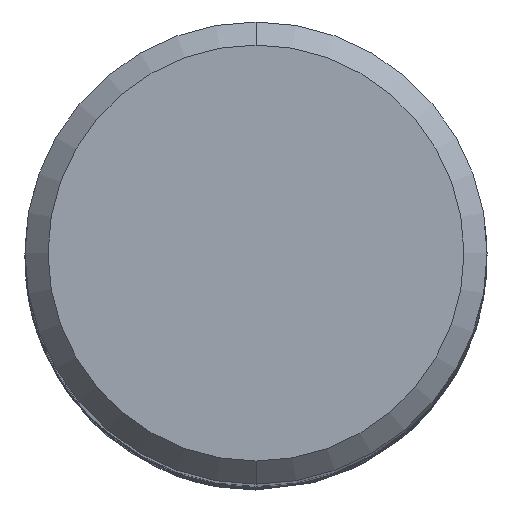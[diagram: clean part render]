
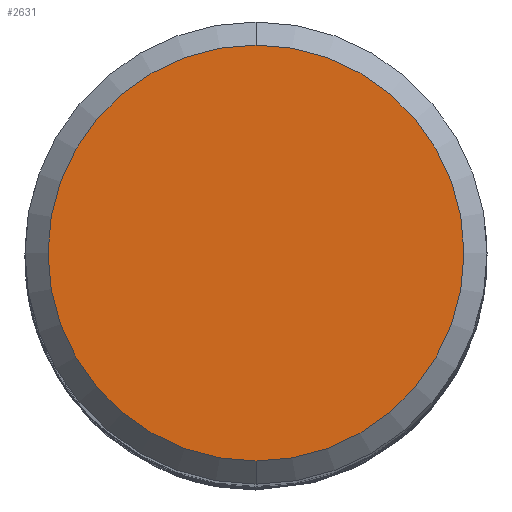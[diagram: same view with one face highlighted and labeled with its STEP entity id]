
A CAD part, top view. The second image highlights one B-rep face of the part: STEP entity #2631.
In plain terms, the highlighted planar face has unit normal (0, 0, 1).
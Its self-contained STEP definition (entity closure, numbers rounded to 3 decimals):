
#1945=VERTEX_POINT('',#4121);
#2151=VERTEX_POINT('',#4350);
#2195=EDGE_CURVE('',#1945,#2151,#4397,.T.);
#2631=ADVANCED_FACE('',(#4865),#4866,.T.);
#2903=EDGE_CURVE('',#2151,#1945,#5164,.T.);
#4121=CARTESIAN_POINT('',(0.,-9.0,0.0));
#4350=CARTESIAN_POINT('',(0.0,9.0,0.0));
#4397=CIRCLE('',#25066,9.0);
#4865=FACE_OUTER_BOUND('',#30230,.T.);
#4866=PLANE('',#30231);
#5164=CIRCLE('',#34440,9.0);
#25066=AXIS2_PLACEMENT_3D('',#38126,#38127,#38128);
#30230=EDGE_LOOP('',(#38615,#38616));
#30231=AXIS2_PLACEMENT_3D('',#38617,#38618,#38619);
#34440=AXIS2_PLACEMENT_3D('',#38910,#38911,#38912);
#38126=CARTESIAN_POINT('',(0.0,0.0,0.0));
#38127=DIRECTION('',(0.0,0.0,-1.0));
#38128=DIRECTION('',(0.0,1.0,0.0));
#38615=ORIENTED_EDGE('',*,*,#2903,.F.);
#38616=ORIENTED_EDGE('',*,*,#2195,.F.);
#38617=CARTESIAN_POINT('',(0.0,4.5,0.0));
#38618=DIRECTION('',(-0.0,0.0,1.0));
#38619=DIRECTION('',(0.0,-1.0,0.0));
#38910=CARTESIAN_POINT('',(0.0,0.0,0.0));
#38911=DIRECTION('',(0.0,0.0,-1.0));
#38912=DIRECTION('',(0.0,1.0,0.0));
